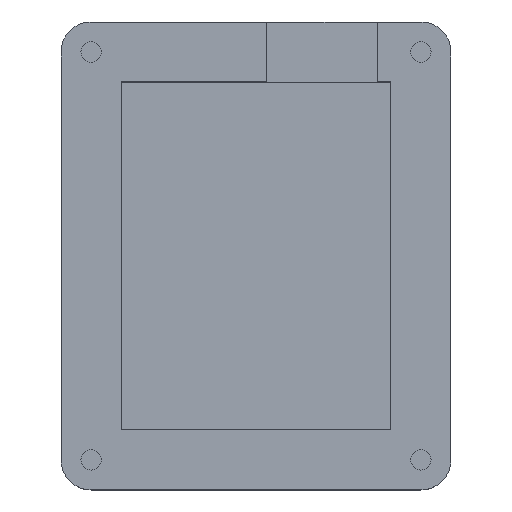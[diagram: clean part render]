
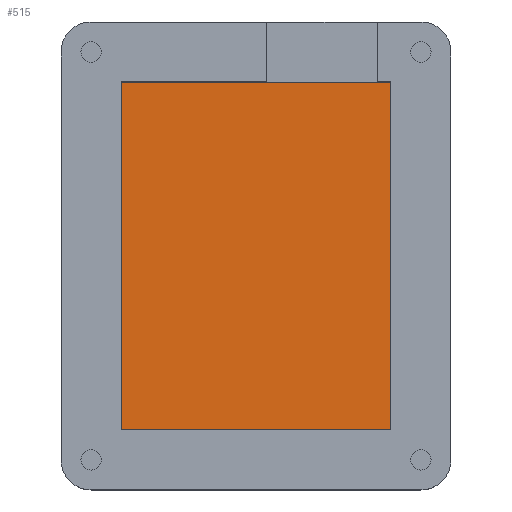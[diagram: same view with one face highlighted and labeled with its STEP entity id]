
A CAD part, top view. The second image highlights one B-rep face of the part: STEP entity #515.
In plain terms, the highlighted planar face has unit normal (0, 0, 1).
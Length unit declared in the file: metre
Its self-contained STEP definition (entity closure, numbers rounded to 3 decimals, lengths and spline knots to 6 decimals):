
#30=LINE('',#874,#70);
#37=LINE('',#889,#77);
#41=LINE('',#897,#81);
#44=LINE('',#923,#84);
#70=VECTOR('',#698,1.);
#77=VECTOR('',#707,1.);
#81=VECTOR('',#713,1.);
#84=VECTOR('',#742,1.);
#112=PLANE('',#628);
#206=ORIENTED_EDGE('',*,*,#279,.F.);
#207=ORIENTED_EDGE('',*,*,#272,.T.);
#208=ORIENTED_EDGE('',*,*,#294,.T.);
#209=ORIENTED_EDGE('',*,*,#283,.F.);
#272=EDGE_CURVE('',#336,#337,#30,.T.);
#279=EDGE_CURVE('',#336,#343,#37,.T.);
#283=EDGE_CURVE('',#343,#346,#41,.T.);
#294=EDGE_CURVE('',#337,#346,#44,.T.);
#336=VERTEX_POINT('',#875);
#337=VERTEX_POINT('',#876);
#343=VERTEX_POINT('',#890);
#346=VERTEX_POINT('',#898);
#416=EDGE_LOOP('',(#206,#207,#208,#209));
#466=FACE_BOUND('',#416,.T.);
#515=ADVANCED_FACE('',(#466),#112,.T.);
#628=AXIS2_PLACEMENT_3D('',#937,#766,#767);
#698=DIRECTION('',(0.,-1.,0.));
#707=DIRECTION('',(1.,0.,0.));
#713=DIRECTION('',(0.,-1.,0.));
#742=DIRECTION('',(1.,0.,0.));
#766=DIRECTION('',(0.,0.,1.));
#767=DIRECTION('',(1.,0.,0.));
#874=CARTESIAN_POINT('',(-0.021937,-0.001315,0.003));
#875=CARTESIAN_POINT('',(-0.021937,0.027685,0.003));
#876=CARTESIAN_POINT('',(-0.021937,-0.030315,0.003));
#889=CARTESIAN_POINT('',(0.000563,0.027685,0.003));
#890=CARTESIAN_POINT('',(0.023063,0.027685,0.003));
#897=CARTESIAN_POINT('',(0.023063,-0.001315,0.003));
#898=CARTESIAN_POINT('',(0.023063,-0.030315,0.003));
#923=CARTESIAN_POINT('',(0.000563,-0.030315,0.003));
#937=CARTESIAN_POINT('',(0.000563,-0.001315,0.003));
